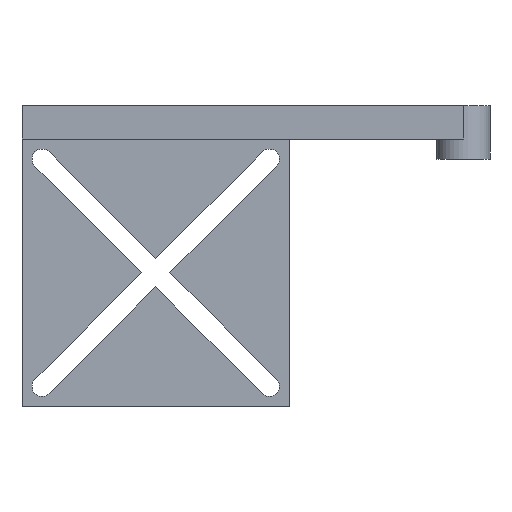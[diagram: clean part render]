
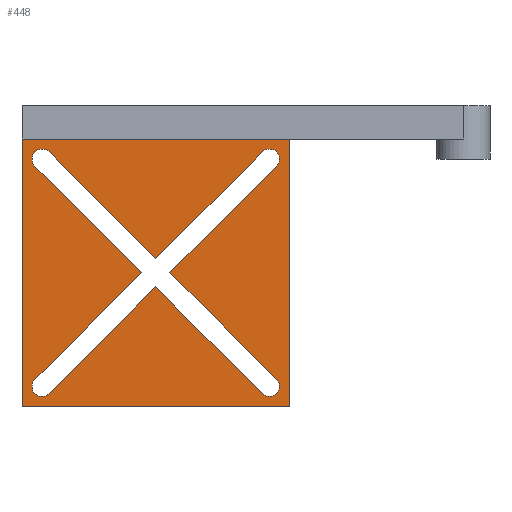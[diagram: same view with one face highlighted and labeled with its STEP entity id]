
A CAD part, front view. The second image highlights one B-rep face of the part: STEP entity #448.
In plain terms, the highlighted planar face has unit normal (0, -1, 0).
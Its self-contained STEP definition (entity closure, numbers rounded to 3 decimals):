
#15=FACE_BOUND('',#73,.T.);
#26=PLANE('',#494);
#48=FACE_OUTER_BOUND('',#72,.T.);
#72=EDGE_LOOP('',(#352,#353,#354,#355));
#73=EDGE_LOOP('',(#356,#357,#358,#359,#360,#361,#362,#363,#364,#365,#366,
#367));
#89=LINE('',#651,#138);
#92=LINE('',#657,#141);
#96=LINE('',#669,#145);
#99=LINE('',#675,#148);
#103=LINE('',#687,#152);
#106=LINE('',#693,#155);
#110=LINE('',#705,#159);
#113=LINE('',#710,#162);
#115=LINE('',#715,#164);
#116=LINE('',#717,#165);
#117=LINE('',#719,#166);
#118=LINE('',#720,#167);
#138=VECTOR('',#524,10.);
#141=VECTOR('',#529,10.);
#145=VECTOR('',#541,10.);
#148=VECTOR('',#546,10.);
#152=VECTOR('',#558,10.);
#155=VECTOR('',#563,10.);
#159=VECTOR('',#575,10.);
#162=VECTOR('',#580,10.);
#164=VECTOR('',#584,10.);
#165=VECTOR('',#585,10.);
#166=VECTOR('',#586,10.);
#167=VECTOR('',#587,10.);
#185=CIRCLE('',#475,1.5);
#187=CIRCLE('',#480,1.5);
#189=CIRCLE('',#485,1.5);
#191=CIRCLE('',#490,1.5);
#199=VERTEX_POINT('',#641);
#200=VERTEX_POINT('',#642);
#203=VERTEX_POINT('',#650);
#205=VERTEX_POINT('',#656);
#207=VERTEX_POINT('',#662);
#209=VERTEX_POINT('',#668);
#211=VERTEX_POINT('',#674);
#213=VERTEX_POINT('',#680);
#215=VERTEX_POINT('',#686);
#217=VERTEX_POINT('',#692);
#219=VERTEX_POINT('',#698);
#221=VERTEX_POINT('',#704);
#223=VERTEX_POINT('',#713);
#224=VERTEX_POINT('',#714);
#225=VERTEX_POINT('',#716);
#226=VERTEX_POINT('',#718);
#241=EDGE_CURVE('',#199,#200,#185,.T.);
#245=EDGE_CURVE('',#203,#199,#89,.T.);
#248=EDGE_CURVE('',#205,#203,#92,.T.);
#251=EDGE_CURVE('',#207,#205,#187,.T.);
#254=EDGE_CURVE('',#209,#207,#96,.T.);
#257=EDGE_CURVE('',#211,#209,#99,.T.);
#260=EDGE_CURVE('',#213,#211,#189,.T.);
#263=EDGE_CURVE('',#215,#213,#103,.T.);
#266=EDGE_CURVE('',#217,#215,#106,.T.);
#269=EDGE_CURVE('',#219,#217,#191,.T.);
#272=EDGE_CURVE('',#221,#219,#110,.T.);
#275=EDGE_CURVE('',#200,#221,#113,.T.);
#277=EDGE_CURVE('',#223,#224,#115,.T.);
#278=EDGE_CURVE('',#223,#225,#116,.T.);
#279=EDGE_CURVE('',#226,#225,#117,.T.);
#280=EDGE_CURVE('',#224,#226,#118,.T.);
#352=ORIENTED_EDGE('',*,*,#277,.F.);
#353=ORIENTED_EDGE('',*,*,#278,.T.);
#354=ORIENTED_EDGE('',*,*,#279,.F.);
#355=ORIENTED_EDGE('',*,*,#280,.F.);
#356=ORIENTED_EDGE('',*,*,#241,.T.);
#357=ORIENTED_EDGE('',*,*,#275,.T.);
#358=ORIENTED_EDGE('',*,*,#272,.T.);
#359=ORIENTED_EDGE('',*,*,#269,.T.);
#360=ORIENTED_EDGE('',*,*,#266,.T.);
#361=ORIENTED_EDGE('',*,*,#263,.T.);
#362=ORIENTED_EDGE('',*,*,#260,.T.);
#363=ORIENTED_EDGE('',*,*,#257,.T.);
#364=ORIENTED_EDGE('',*,*,#254,.T.);
#365=ORIENTED_EDGE('',*,*,#251,.T.);
#366=ORIENTED_EDGE('',*,*,#248,.T.);
#367=ORIENTED_EDGE('',*,*,#245,.T.);
#448=ADVANCED_FACE('',(#48,#15),#26,.T.);
#475=AXIS2_PLACEMENT_3D('',#643,#516,#517);
#480=AXIS2_PLACEMENT_3D('',#663,#534,#535);
#485=AXIS2_PLACEMENT_3D('',#681,#551,#552);
#490=AXIS2_PLACEMENT_3D('',#699,#568,#569);
#494=AXIS2_PLACEMENT_3D('',#712,#582,#583);
#516=DIRECTION('center_axis',(0.,1.,0.));
#517=DIRECTION('ref_axis',(-0.707,0.,0.707));
#524=DIRECTION('',(-0.707,0.,-0.707));
#529=DIRECTION('',(-0.707,0.,0.707));
#534=DIRECTION('center_axis',(0.,1.,0.));
#535=DIRECTION('ref_axis',(-0.707,0.,-0.707));
#541=DIRECTION('',(0.707,0.,-0.707));
#546=DIRECTION('',(-0.707,0.,-0.707));
#551=DIRECTION('center_axis',(0.,1.,0.));
#552=DIRECTION('ref_axis',(0.707,0.,-0.707));
#558=DIRECTION('',(0.707,0.,0.707));
#563=DIRECTION('',(0.707,0.,-0.707));
#568=DIRECTION('center_axis',(0.,1.,0.));
#569=DIRECTION('ref_axis',(0.707,0.,0.707));
#575=DIRECTION('',(-0.707,0.,0.707));
#580=DIRECTION('',(0.707,0.,0.707));
#582=DIRECTION('center_axis',(0.,-1.,0.));
#583=DIRECTION('ref_axis',(-1.,0.,0.));
#584=DIRECTION('',(1.,0.,0.));
#585=DIRECTION('',(0.,0.,-1.));
#586=DIRECTION('',(-1.,0.,0.));
#587=DIRECTION('',(0.,0.,-1.));
#641=CARTESIAN_POINT('',(-61.939,1.,-38.061));
#642=CARTESIAN_POINT('',(-64.061,1.,-35.939));
#643=CARTESIAN_POINT('Origin',(-63.,1.,-37.));
#650=CARTESIAN_POINT('',(-46.,1.,-22.121));
#651=CARTESIAN_POINT('',(-35.47,1.,-11.591));
#656=CARTESIAN_POINT('',(-30.061,1.,-38.061));
#657=CARTESIAN_POINT('',(-38.561,1.,-29.561));
#662=CARTESIAN_POINT('',(-27.939,1.,-35.939));
#663=CARTESIAN_POINT('Origin',(-29.,1.,-37.));
#668=CARTESIAN_POINT('',(-43.879,1.,-20.));
#669=CARTESIAN_POINT('',(-44.409,1.,-19.47));
#674=CARTESIAN_POINT('',(-27.939,1.,-4.061));
#675=CARTESIAN_POINT('',(-26.439,1.,-2.561));
#680=CARTESIAN_POINT('',(-30.061,1.,-1.939));
#681=CARTESIAN_POINT('Origin',(-29.,1.,-3.));
#686=CARTESIAN_POINT('',(-46.,1.,-17.879));
#687=CARTESIAN_POINT('',(-36.53,1.,-8.409));
#692=CARTESIAN_POINT('',(-61.939,1.,-1.939));
#693=CARTESIAN_POINT('',(-53.439,1.,-10.439));
#698=CARTESIAN_POINT('',(-64.061,1.,-4.061));
#699=CARTESIAN_POINT('Origin',(-63.,1.,-3.));
#704=CARTESIAN_POINT('',(-48.121,1.,-20.));
#705=CARTESIAN_POINT('',(-47.591,1.,-20.53));
#710=CARTESIAN_POINT('',(-45.561,1.,-17.439));
#712=CARTESIAN_POINT('Origin',(-26.,1.,0.));
#713=CARTESIAN_POINT('',(-66.,1.,0.));
#714=CARTESIAN_POINT('',(-26.,1.,0.));
#715=CARTESIAN_POINT('',(-18.,1.,0.));
#716=CARTESIAN_POINT('',(-66.,1.,-40.));
#717=CARTESIAN_POINT('',(-66.,1.,0.));
#718=CARTESIAN_POINT('',(-26.,1.,-40.));
#719=CARTESIAN_POINT('',(-66.,1.,-40.));
#720=CARTESIAN_POINT('',(-26.,1.,0.));
